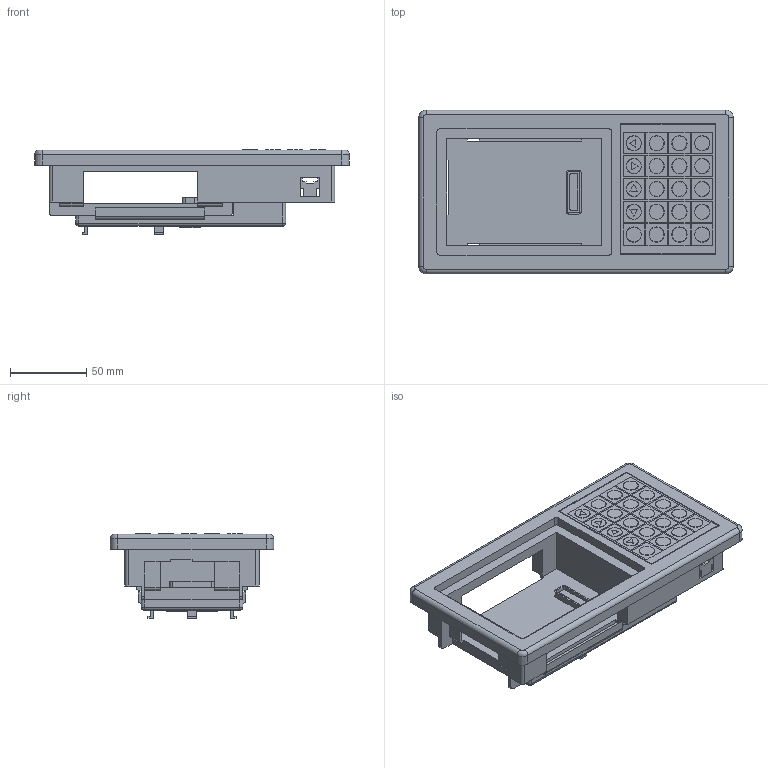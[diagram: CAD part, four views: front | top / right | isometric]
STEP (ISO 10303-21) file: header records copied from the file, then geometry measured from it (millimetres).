
FILE_DESCRIPTION (( 'STEP AP203' ), '1' );
FILE_NAME ('EA-MG-BZ2.STEP', '2010-10-27T18:29:36', ( '.ADC' ), ( 'ADC' ), 'SwSTEP 2.0', 'SolidWorks 2009', '' );
FILE_SCHEMA (( 'CONFIG_CONTROL_DESIGN' ));
Length unit declared in the file: millimetre
Products named in the file (1): EA-MG-BZ2
Bounding box: 207 x 107.6 x 55.65 mm (x, y, z)
Volume: 325123.6 mm3; surface area: 127430.3 mm2
Topology: 26 solids, 26 shells, 718 faces, 1789 edges, 1164 vertices
Faces by surface type: plane 546, cylinder 80, torus 46, cone 40, sphere 6
Entity records: 21202 total; most frequent: CARTESIAN_POINT 3784, ORIENTED_EDGE 3566, DIRECTION 3512, EDGE_CURVE 1783, VECTOR 1440, LINE 1440, VERTEX_POINT 1164, AXIS2_PLACEMENT_3D 1036
